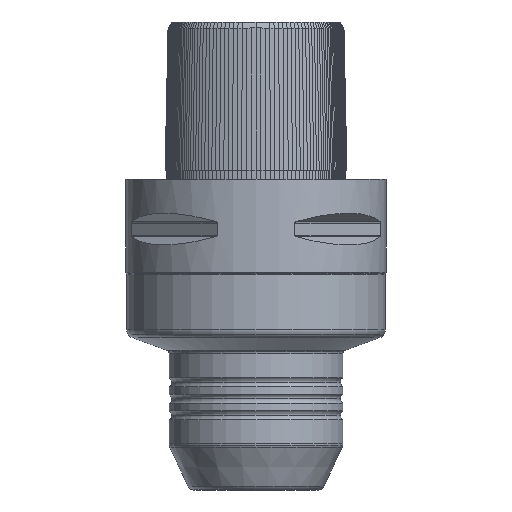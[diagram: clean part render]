
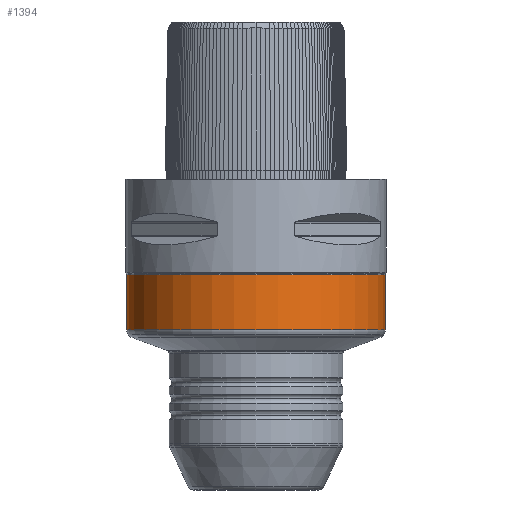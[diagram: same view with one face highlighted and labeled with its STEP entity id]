
A CAD part, front view. The second image highlights one B-rep face of the part: STEP entity #1394.
In plain terms, the highlighted cylindrical face has radius 31.25 mm (diameter 62.5 mm), a full revolution.
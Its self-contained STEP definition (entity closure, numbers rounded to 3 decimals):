
#72=CYLINDRICAL_SURFACE('',#11468,31.25);
#1394=ADVANCED_FACE('',(#4636,#4637),#72,.T.);
#4636=FACE_BOUND('',#5245,.T.);
#4637=FACE_BOUND('',#5246,.T.);
#5245=EDGE_LOOP('',(#8249));
#5246=EDGE_LOOP('',(#8250));
#8249=ORIENTED_EDGE('',*,*,#10778,.F.);
#8250=ORIENTED_EDGE('',*,*,#10779,.F.);
#9270=VERTEX_POINT('',#17822);
#9271=VERTEX_POINT('',#17825);
#10778=EDGE_CURVE('',#9270,#9270,#10820,.T.);
#10779=EDGE_CURVE('',#9271,#9271,#10821,.T.);
#10820=CIRCLE('',#11465,31.25);
#10821=CIRCLE('',#11467,31.25);
#11465=AXIS2_PLACEMENT_3D('',#17821,#14008,#14009);
#11467=AXIS2_PLACEMENT_3D('',#17824,#14012,#14013);
#11468=AXIS2_PLACEMENT_3D('',#17826,#14014,#14015);
#14008=DIRECTION('',(0.,0.,1.));
#14009=DIRECTION('',(1.,0.,0.));
#14012=DIRECTION('',(0.,0.,-1.));
#14013=DIRECTION('',(-1.,0.,0.));
#14014=DIRECTION('',(0.,0.,1.));
#14015=DIRECTION('',(1.,0.,0.));
#17821=CARTESIAN_POINT('',(0.,0.,-22.999));
#17822=CARTESIAN_POINT('',(31.25,0.,-22.999));
#17824=CARTESIAN_POINT('',(0.,0.,-36.309));
#17825=CARTESIAN_POINT('',(-31.25,0.,-36.309));
#17826=CARTESIAN_POINT('',(0.,0.,-100.));
